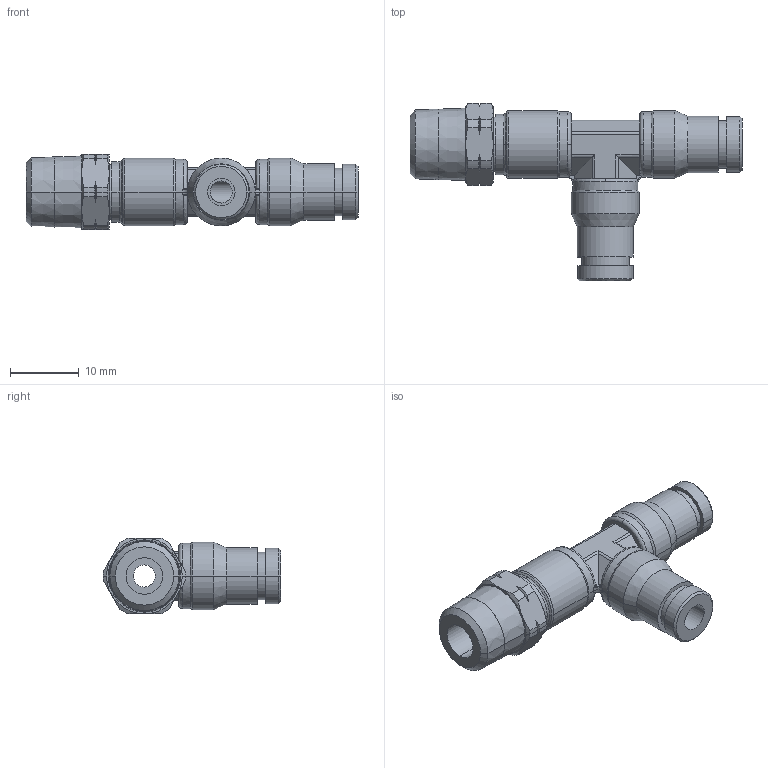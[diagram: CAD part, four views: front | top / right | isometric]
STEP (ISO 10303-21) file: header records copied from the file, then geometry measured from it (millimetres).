
FILE_DESCRIPTION(('STEP AP214'),'1');
FILE_NAME('3803_04_11.stp','2016-07-07T14:26:42',('TraceParts'),('TraceParts S.A.'),'Spatial InterOp 3D',' ',' ');
FILE_SCHEMA(('automotive_design'));
Length unit declared in the file: millimetre
Products named in the file (1): 1
Bounding box: 48.25 x 25.84 x 11 mm (x, y, z)
Volume: 3292.5 mm3; surface area: 3017.2 mm2
Topology: 1 solids, 1 shells, 195 faces, 493 edges, 311 vertices
Faces by surface type: cylinder 68, cone 62, plane 41, torus 24
Entity records: 6477 total; most frequent: CARTESIAN_POINT 1818, DIRECTION 1010, ORIENTED_EDGE 986, EDGE_CURVE 493, AXIS2_PLACEMENT_3D 425, VERTEX_POINT 311, CIRCLE 217, EDGE_LOOP 210
